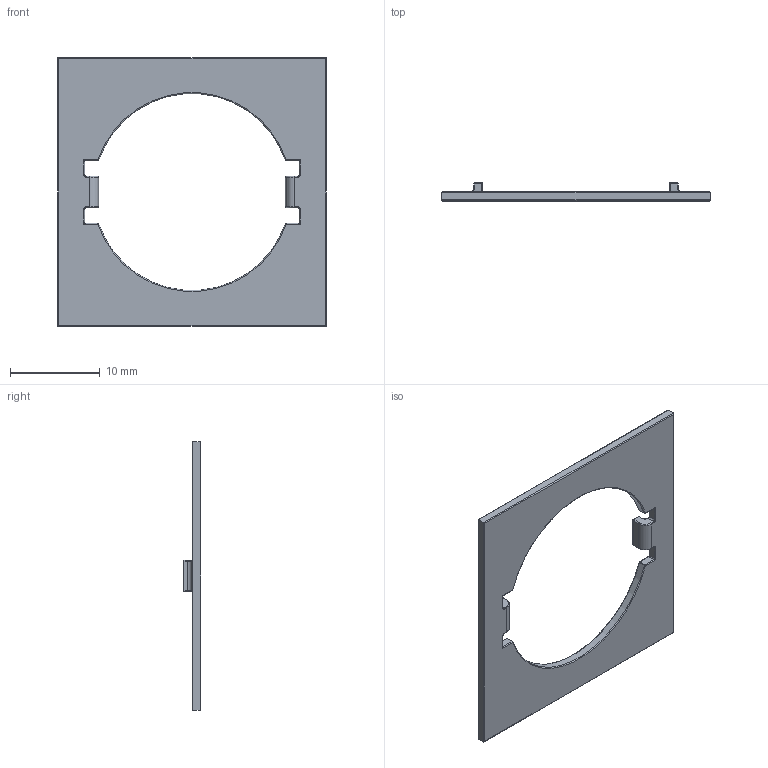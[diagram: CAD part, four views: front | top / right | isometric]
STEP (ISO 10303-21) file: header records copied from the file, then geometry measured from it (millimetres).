
FILE_DESCRIPTION(/* description */ (''),/* implementation_level */ '2;1');
FILE_NAME(/* name */ '2RLW.stp',/* time_stamp */ '2016-07-18T15:41:37-04:00',/* author */ ('CAD Station'),/* organization */ (''),/* preprocessor_version */ 'ST-DEVELOPER v16.1',/* originating_system */ 'Autodesk Inventor 2016',/* authorisation */ '');
FILE_SCHEMA (('AUTOMOTIVE_DESIGN { 1 0 10303 214 3 1 1 }'));
Length unit declared in the file: millimetre
Products named in the file (1): Part4
Bounding box: 30 x 2 x 30 mm (x, y, z)
Volume: 519.3 mm3; surface area: 1224.6 mm2
Topology: 1 solids, 1 shells, 134 faces, 292 edges, 152 vertices
Faces by surface type: cylinder 62, plane 24, torus 20, sphere 16, bspline 12
Entity records: 3752 total; most frequent: CARTESIAN_POINT 823, DIRECTION 674, ORIENTED_EDGE 568, EDGE_CURVE 284, AXIS2_PLACEMENT_3D 275, VERTEX_POINT 152, EDGE_LOOP 136, FACE_OUTER_BOUND 134
